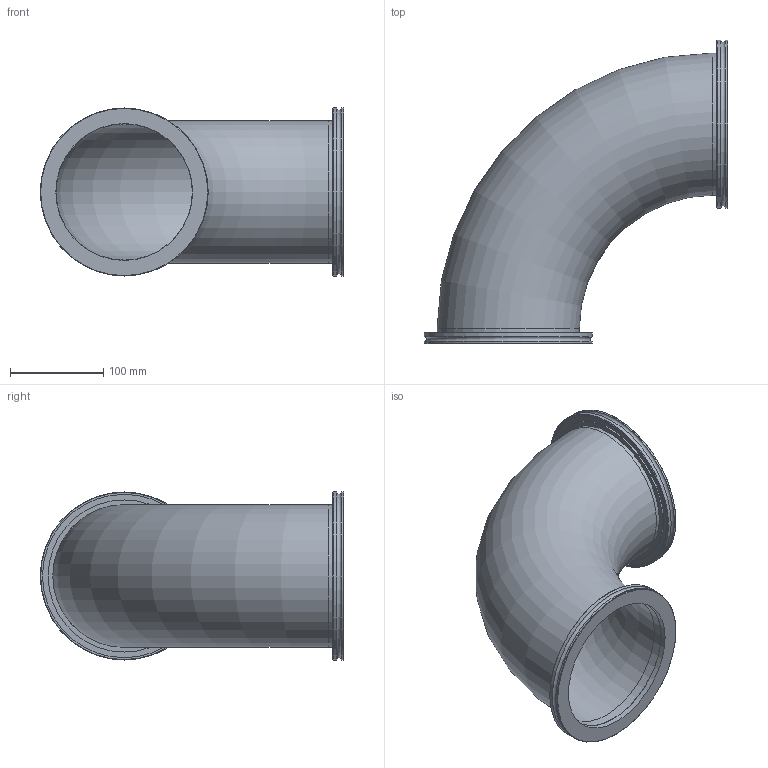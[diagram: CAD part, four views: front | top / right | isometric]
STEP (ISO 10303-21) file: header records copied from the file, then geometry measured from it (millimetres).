
FILE_DESCRIPTION(/* description */ (''),/* implementation_level */ '2;1');
FILE_NAME(/* name */ 'FL-E160LF-235.stp',/* time_stamp */ '2018-12-05T11:29:31+00:00',/* author */ ('paul'),/* organization */ (''),/* preprocessor_version */ 'ST-DEVELOPER v17.2',/* originating_system */ 'Autodesk Inventor 2019',/* authorisation */ '');
FILE_SCHEMA (('AUTOMOTIVE_DESIGN { 1 0 10303 214 3 1 1 }'));
Length unit declared in the file: millimetre
Products named in the file (3): FL-E160LF-235; tube; FL-160LF-W
Assembly tree (3 placements, depth 2):
  FL-E160LF-235
    tube
    FL-160LF-W  x2
Bounding box: 325.2 x 325.2 x 180 mm (x, y, z)
Volume: 710276.5 mm3; surface area: 410409.6 mm2
Topology: 3 solids, 3 shells, 36 faces, 88 edges, 64 vertices
Faces by surface type: cylinder 16, plane 12, torus 4, cone 4
Full cylindrical faces by diameter (mm): 146 x2, 146.5 x2, 152.4 x2, 153 x2, 163 x2, 175 x2, 180 x4
Entity records: 803 total; most frequent: DIRECTION 150, CARTESIAN_POINT 119, ORIENTED_EDGE 106, AXIS2_PLACEMENT_3D 69, EDGE_CURVE 53, CIRCLE 41, VERTEX_POINT 38, EDGE_LOOP 29
